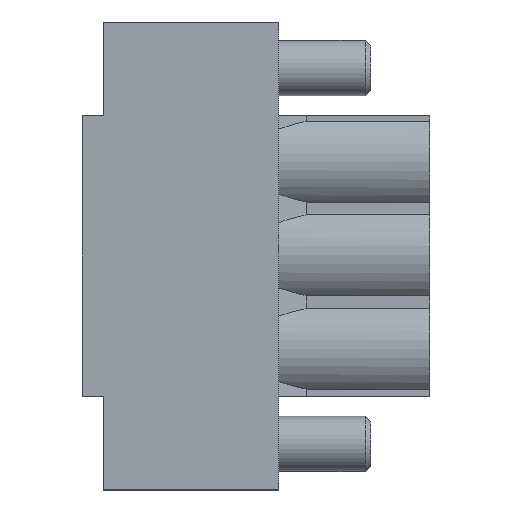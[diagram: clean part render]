
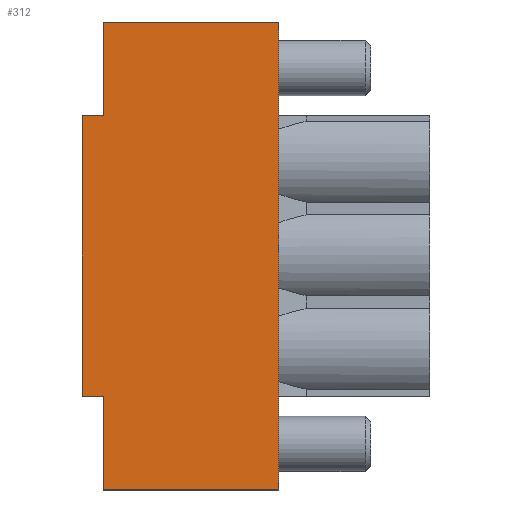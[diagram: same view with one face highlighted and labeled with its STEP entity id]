
A CAD part, front view. The second image highlights one B-rep face of the part: STEP entity #312.
In plain terms, the highlighted planar face has unit normal (0, -1, 0).
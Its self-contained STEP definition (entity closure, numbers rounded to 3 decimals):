
#312 = ADVANCED_FACE( '', ( #746 ), #747, .F. );
#746 = FACE_OUTER_BOUND( '', #1311, .T. );
#747 = PLANE( '', #1312 );
#1311 = EDGE_LOOP( '', ( #2150, #2151, #2152, #2153, #2154, #2155, #2156, #2157 ) );
#1312 = AXIS2_PLACEMENT_3D( '', #2158, #2159, #2160 );
#2150 = ORIENTED_EDGE( '', *, *, #3330, .T. );
#2151 = ORIENTED_EDGE( '', *, *, #3331, .T. );
#2152 = ORIENTED_EDGE( '', *, *, #3332, .T. );
#2153 = ORIENTED_EDGE( '', *, *, #3333, .T. );
#2154 = ORIENTED_EDGE( '', *, *, #3334, .F. );
#2155 = ORIENTED_EDGE( '', *, *, #3290, .F. );
#2156 = ORIENTED_EDGE( '', *, *, #3308, .F. );
#2157 = ORIENTED_EDGE( '', *, *, #3335, .F. );
#2158 = CARTESIAN_POINT( '', ( 535.392, 196.042, 100.12 ) );
#2159 = DIRECTION( '', ( 0., 1., 0. ) );
#2160 = DIRECTION( '', ( 1., 0., 0. ) );
#3290 = EDGE_CURVE( '', #3973, #3968, #3975, .T. );
#3308 = EDGE_CURVE( '', #4000, #3973, #4002, .T. );
#3330 = EDGE_CURVE( '', #4033, #4034, #4035, .T. );
#3331 = EDGE_CURVE( '', #4034, #4036, #4037, .T. );
#3332 = EDGE_CURVE( '', #4036, #4038, #4039, .T. );
#3333 = EDGE_CURVE( '', #4038, #4040, #4041, .T. );
#3334 = EDGE_CURVE( '', #3968, #4040, #4042, .T. );
#3335 = EDGE_CURVE( '', #4033, #4000, #4043, .T. );
#3968 = VERTEX_POINT( '', #4872 );
#3973 = VERTEX_POINT( '', #4879 );
#3975 = LINE( '', #4882, #4883 );
#4000 = VERTEX_POINT( '', #4917 );
#4002 = LINE( '', #4920, #4921 );
#4033 = VERTEX_POINT( '', #4961 );
#4034 = VERTEX_POINT( '', #4962 );
#4035 = LINE( '', #4963, #4964 );
#4036 = VERTEX_POINT( '', #4965 );
#4037 = LINE( '', #4966, #4967 );
#4038 = VERTEX_POINT( '', #4968 );
#4039 = LINE( '', #4969, #4970 );
#4040 = VERTEX_POINT( '', #4971 );
#4041 = LINE( '', #4972, #4973 );
#4042 = LINE( '', #4974, #4975 );
#4043 = LINE( '', #4976, #4977 );
#4872 = CARTESIAN_POINT( '', ( 535.392, 196.042, 160.96 ) );
#4879 = CARTESIAN_POINT( '', ( 525.892, 196.042, 160.96 ) );
#4882 = CARTESIAN_POINT( '', ( 535.392, 196.042, 160.96 ) );
#4883 = VECTOR( '', #5726, 1000. );
#4917 = CARTESIAN_POINT( '', ( 525.892, 196.042, 155.88 ) );
#4920 = CARTESIAN_POINT( '', ( 525.892, 196.042, 155.88 ) );
#4921 = VECTOR( '', #5746, 1000. );
#4961 = CARTESIAN_POINT( '', ( 524.742, 196.042, 155.88 ) );
#4962 = CARTESIAN_POINT( '', ( 524.742, 196.042, 140.64 ) );
#4963 = CARTESIAN_POINT( '', ( 524.742, 196.042, 100.12 ) );
#4964 = VECTOR( '', #5768, 1000. );
#4965 = CARTESIAN_POINT( '', ( 525.892, 196.042, 140.64 ) );
#4966 = CARTESIAN_POINT( '', ( 535.392, 196.042, 140.64 ) );
#4967 = VECTOR( '', #5769, 1000. );
#4968 = CARTESIAN_POINT( '', ( 525.892, 196.042, 135.56 ) );
#4969 = CARTESIAN_POINT( '', ( 525.892, 196.042, 140.64 ) );
#4970 = VECTOR( '', #5770, 1000. );
#4971 = CARTESIAN_POINT( '', ( 535.392, 196.042, 135.56 ) );
#4972 = CARTESIAN_POINT( '', ( 535.392, 196.042, 135.56 ) );
#4973 = VECTOR( '', #5771, 1000. );
#4974 = CARTESIAN_POINT( '', ( 535.392, 196.042, 100.12 ) );
#4975 = VECTOR( '', #5772, 1000. );
#4976 = CARTESIAN_POINT( '', ( 535.392, 196.042, 155.88 ) );
#4977 = VECTOR( '', #5773, 1000. );
#5726 = DIRECTION( '', ( 1., 0., 0. ) );
#5746 = DIRECTION( '', ( 0., 0., 1. ) );
#5768 = DIRECTION( '', ( 0., 0., -1. ) );
#5769 = DIRECTION( '', ( 1., 0., 0. ) );
#5770 = DIRECTION( '', ( 0., 0., -1. ) );
#5771 = DIRECTION( '', ( 1., 0., 0. ) );
#5772 = DIRECTION( '', ( 0., 0., -1. ) );
#5773 = DIRECTION( '', ( 1., 0., 0. ) );
